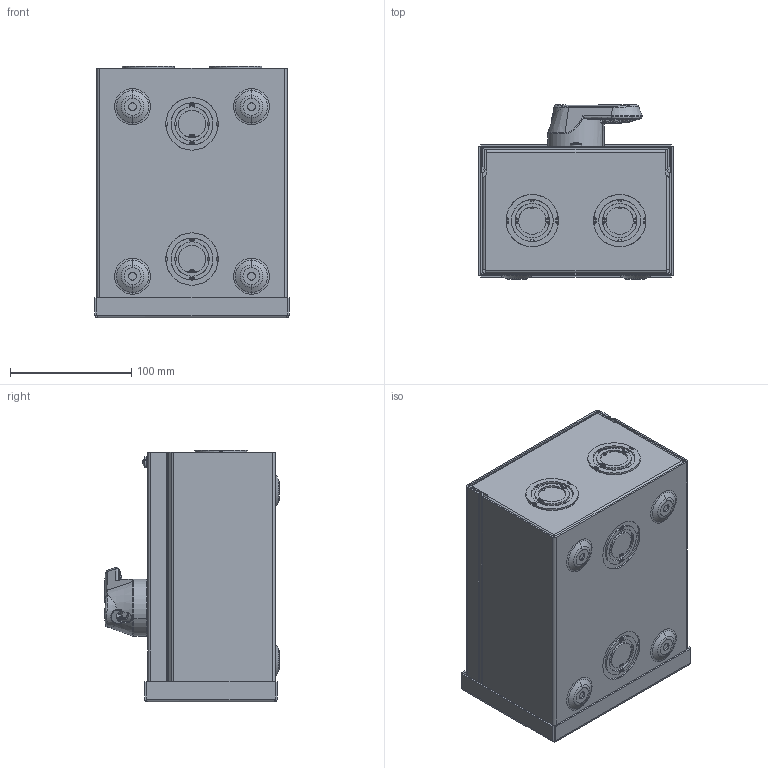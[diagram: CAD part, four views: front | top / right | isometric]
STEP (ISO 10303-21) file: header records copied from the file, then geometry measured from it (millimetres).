
FILE_DESCRIPTION (( 'STEP AP203' ), '1' );
FILE_NAME ('ORC5286-M01.STEP', '2024-09-11T17:14:43', ( '' ), ( '' ), 'SwSTEP 2.0', 'SolidWorks 2024', '' );
FILE_SCHEMA (( 'CONFIG_CONTROL_DESIGN' ));
Length unit declared in the file: inch
Products named in the file (7): BA63743-M01-REF-MM-REV-XXX; ORB0496-M02; ORB0498-M01_OFF Position; BA63693-M01-REF-MM-REV-XXX; ORB1858-M01; ORC5286-M01; ORB0496-M01
Assembly tree (6 placements, depth 3):
  ORC5286-M01
    ORB0496-M01
    ORB0498-M01_OFF Position
      ORB0496-M02
      BA63693-M01-REF-MM-REV-XXX
      BA63743-M01-REF-MM-REV-XXX
    ORB1858-M01
Bounding box: 160.02 x 143.72 x 207.39 mm (x, y, z)
Volume: 1981351.6 mm3; surface area: 400681.7 mm2
Topology: 8 solids, 8 shells, 1727 faces, 4483 edges, 2774 vertices
Faces by surface type: cylinder 588, plane 535, bspline 490, cone 69, torus 43, sphere 2
Entity records: 92754 total; most frequent: CARTESIAN_POINT 54089, ORIENTED_EDGE 8942, DIRECTION 6525, EDGE_CURVE 4471, VERTEX_POINT 2774, AXIS2_PLACEMENT_3D 2393, EDGE_LOOP 1791, VECTOR 1739
